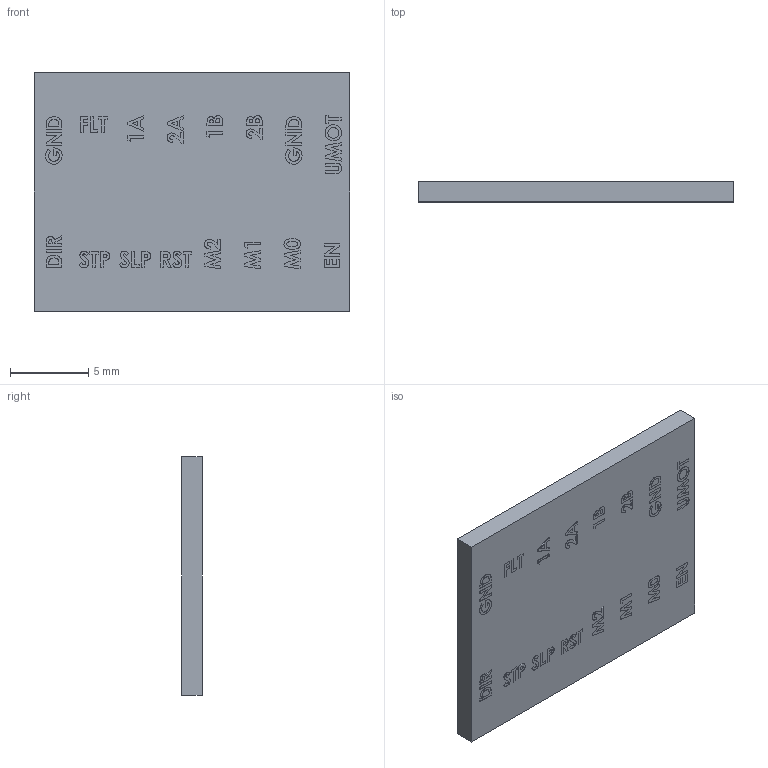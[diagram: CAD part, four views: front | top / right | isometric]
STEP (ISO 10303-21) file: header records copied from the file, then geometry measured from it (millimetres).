
FILE_DESCRIPTION (( 'STEP AP214' ), '1' );
FILE_NAME ('Stepper Motor Driver DRV8825.STEP', '2020-11-18T19:24:26', ( '' ), ( '' ), 'SwSTEP 2.0', 'SolidWorks 2016', '' );
FILE_SCHEMA (( 'AUTOMOTIVE_DESIGN' ));
Length unit declared in the file: millimetre
Products named in the file (1): Stepper Motor Driver DRV8825
Bounding box: 20.2 x 1.31 x 15.25 mm (x, y, z)
Volume: 400.6 mm3; surface area: 710.1 mm2
Topology: 1 solids, 1 shells, 525 faces, 1401 edges, 934 vertices
Faces by surface type: plane 369, bspline 156
Entity records: 30393 total; most frequent: CARTESIAN_POINT 12729, ORIENTED_EDGE 2802, DIRECTION 1829, EDGE_CURVE 1401, VECTOR 1089, LINE 1089, VERTEX_POINT 934, EDGE_LOOP 581
